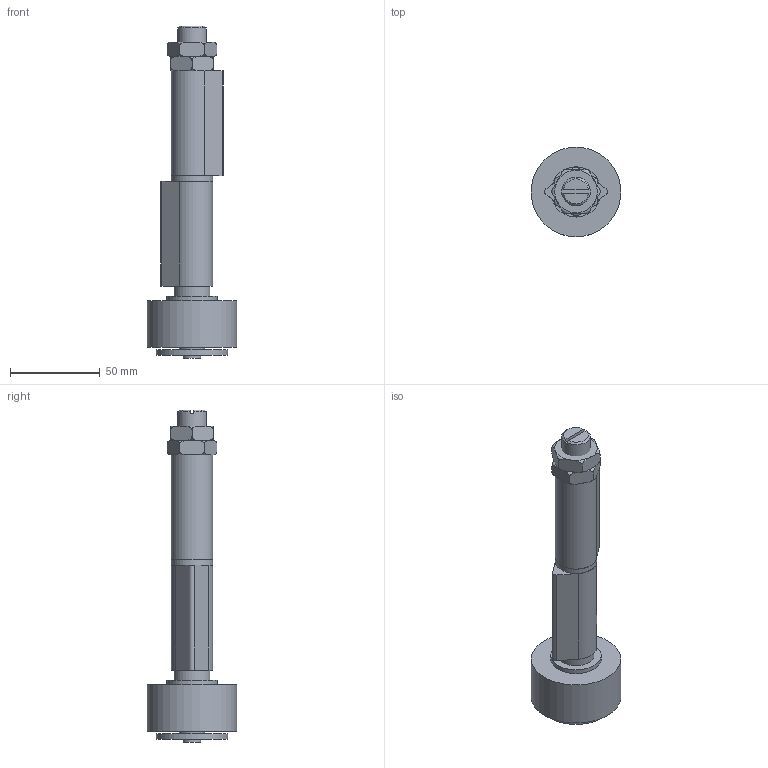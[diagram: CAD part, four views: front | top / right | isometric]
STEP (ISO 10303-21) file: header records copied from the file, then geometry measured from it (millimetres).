
FILE_DESCRIPTION(/* description */ (''),/* implementation_level */ '2;1');
FILE_NAME(/* name */ '1114SO.stp',/* time_stamp */ '2020-03-03T10:49:28+01:00',/* author */ ('MMALFROY'),/* organization */ (''),/* preprocessor_version */ 'ST-DEVELOPER v17.2',/* originating_system */ 'Autodesk Inventor 2019',/* authorisation */ '');
FILE_SCHEMA (('AUTOMOTIVE_DESIGN { 1 0 10303 214 3 1 1 }'));
Length unit declared in the file: millimetre
Products named in the file (12): 1114SO; 15664; 14293; 15589; 15742; 14296; 14601; CAG5; 15018; 15657; 16440; 06016
Assembly tree (21 placements, depth 3):
  1114SO
    15664
    14293
    15589
    15742
    14296
    06016  x2
    14601
    CAG5
      15018
      15657  x9
    16440  x2
Bounding box: 50 x 50 x 185 mm (x, y, z)
Volume: 121715.8 mm3; surface area: 50285 mm2
Topology: 20 solids, 20 shells, 181 faces, 476 edges, 321 vertices
Faces by surface type: plane 106, cylinder 69, torus 4, cone 2
Full cylindrical faces by diameter (mm): 5 x9, 10 x2, 13.835 x2, 14 x2, 14.2 x1, 16 x1, 16.1 x2, 16.3 x1, 16.5 x1, 17.5 x1, 20 x1, 23 x1, 23.8 x1, 24.15 x1, 28 x1, 40 x1, 50 x1
Entity records: 5047 total; most frequent: CARTESIAN_POINT 1025, DIRECTION 825, ORIENTED_EDGE 714, EDGE_CURVE 357, AXIS2_PLACEMENT_3D 326, VERTEX_POINT 236, LINE 173, VECTOR 173
